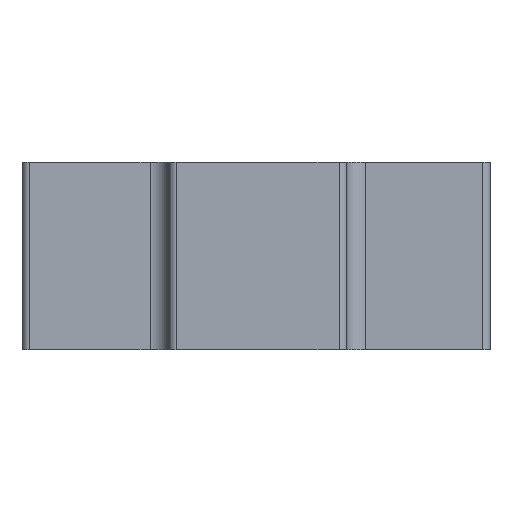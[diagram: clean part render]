
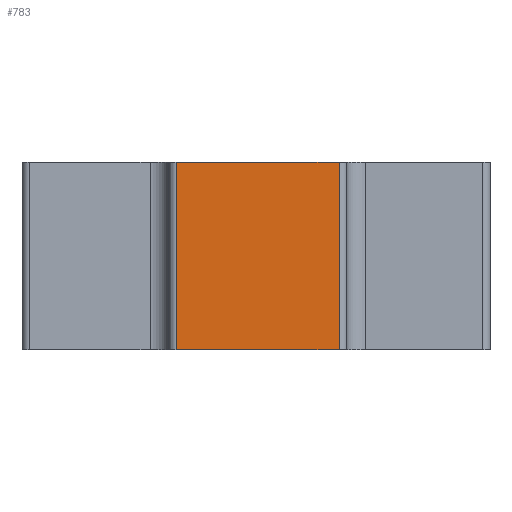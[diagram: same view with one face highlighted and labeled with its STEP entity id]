
A CAD part, front view. The second image highlights one B-rep face of the part: STEP entity #783.
In plain terms, the highlighted planar face has unit normal (0, -1, 0).
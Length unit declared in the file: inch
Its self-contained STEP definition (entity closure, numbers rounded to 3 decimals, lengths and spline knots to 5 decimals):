
#33 = CARTESIAN_POINT ( 'NONE',  ( 0.16674, -1.274, -0.188 ) ) ;
#87 = PLANE ( 'NONE',  #1606 ) ;
#106 = ORIENTED_EDGE ( 'NONE', *, *, #1431, .T. ) ;
#168 = EDGE_LOOP ( 'NONE', ( #1515, #463, #1782, #106 ) ) ;
#177 = CARTESIAN_POINT ( 'NONE',  ( 0.60174, -1.274, -0.188 ) ) ;
#337 = LINE ( 'NONE', #349, #1318 ) ;
#349 = CARTESIAN_POINT ( 'NONE',  ( 0.62174, -1.274, 0.312 ) ) ;
#374 = DIRECTION ( 'NONE',  ( 0., 0., -1. ) ) ;
#418 = VECTOR ( 'NONE', #374, 39.37008 ) ;
#440 = EDGE_CURVE ( 'NONE', #1802, #1195, #1784, .T. ) ;
#463 = ORIENTED_EDGE ( 'NONE', *, *, #440, .T. ) ;
#634 = VERTEX_POINT ( 'NONE', #177 ) ;
#673 = DIRECTION ( 'NONE',  ( -1., 0., 0. ) ) ;
#774 = CARTESIAN_POINT ( 'NONE',  ( 0.62174, -1.274, 0.312 ) ) ;
#783 = ADVANCED_FACE ( 'NONE', ( #896 ), #87, .T. ) ;
#805 = CARTESIAN_POINT ( 'NONE',  ( 0.16674, -1.274, 0.312 ) ) ;
#811 = CARTESIAN_POINT ( 'NONE',  ( 0.62174, -1.274, -0.188 ) ) ;
#896 = FACE_OUTER_BOUND ( 'NONE', #168, .T. ) ;
#935 = LINE ( 'NONE', #811, #1242 ) ;
#1033 = DIRECTION ( 'NONE',  ( 0., -1., 0. ) ) ;
#1169 = CARTESIAN_POINT ( 'NONE',  ( 0.16674, -1.274, 0.312 ) ) ;
#1185 = DIRECTION ( 'NONE',  ( 0., 0., 1. ) ) ;
#1195 = VERTEX_POINT ( 'NONE', #33 ) ;
#1242 = VECTOR ( 'NONE', #673, 39.37008 ) ;
#1309 = DIRECTION ( 'NONE',  ( 0., 0., -1. ) ) ;
#1318 = VECTOR ( 'NONE', #1480, 39.37008 ) ;
#1407 = EDGE_CURVE ( 'NONE', #634, #1195, #935, .T. ) ;
#1431 = EDGE_CURVE ( 'NONE', #634, #1726, #1660, .T. ) ;
#1443 = CARTESIAN_POINT ( 'NONE',  ( 0.60174, -1.274, 0.312 ) ) ;
#1480 = DIRECTION ( 'NONE',  ( -1., 0., 0. ) ) ;
#1506 = CARTESIAN_POINT ( 'NONE',  ( 0.60174, -1.274, 0.312 ) ) ;
#1515 = ORIENTED_EDGE ( 'NONE', *, *, #1666, .T. ) ;
#1606 = AXIS2_PLACEMENT_3D ( 'NONE', #774, #1033, #1309 ) ;
#1660 = LINE ( 'NONE', #1506, #1662 ) ;
#1662 = VECTOR ( 'NONE', #1185, 39.37008 ) ;
#1666 = EDGE_CURVE ( 'NONE', #1726, #1802, #337, .T. ) ;
#1726 = VERTEX_POINT ( 'NONE', #1443 ) ;
#1782 = ORIENTED_EDGE ( 'NONE', *, *, #1407, .F. ) ;
#1784 = LINE ( 'NONE', #1169, #418 ) ;
#1802 = VERTEX_POINT ( 'NONE', #805 ) ;
